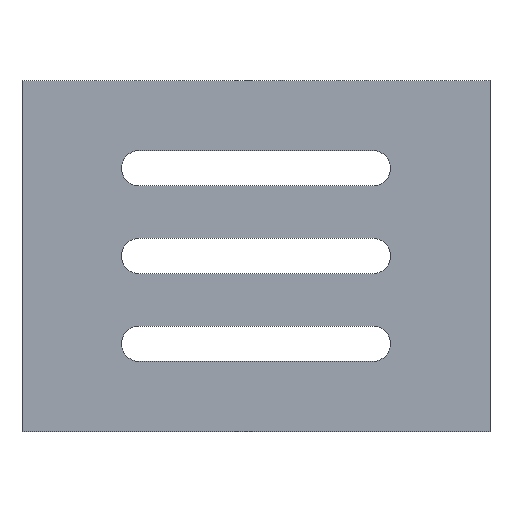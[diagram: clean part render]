
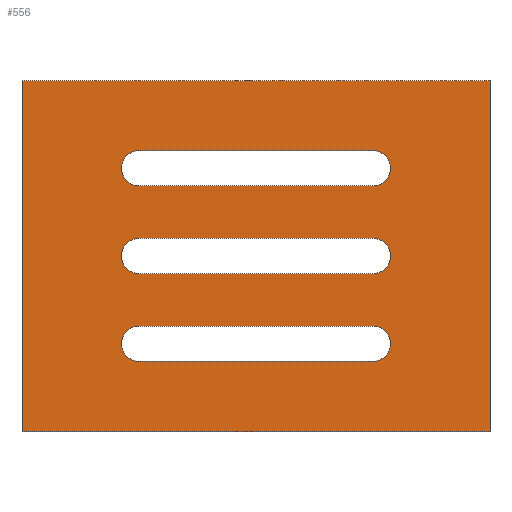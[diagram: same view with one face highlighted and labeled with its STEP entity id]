
A CAD part, left-side view. The second image highlights one B-rep face of the part: STEP entity #556.
In plain terms, the highlighted planar face has unit normal (-1, 0, 0).
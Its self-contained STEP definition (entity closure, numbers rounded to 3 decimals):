
#26=PLANE('',#624);
#42=FACE_BOUND('',#108,.T.);
#43=FACE_BOUND('',#109,.T.);
#44=FACE_BOUND('',#110,.T.);
#68=FACE_OUTER_BOUND('',#107,.T.);
#107=EDGE_LOOP('',(#505,#506,#507,#508));
#108=EDGE_LOOP('',(#509,#510,#511,#512));
#109=EDGE_LOOP('',(#513,#514,#515,#516));
#110=EDGE_LOOP('',(#517,#518,#519,#520));
#128=LINE('',#909,#170);
#132=LINE('',#958,#174);
#134=LINE('',#963,#176);
#139=LINE('',#977,#181);
#142=LINE('',#1025,#184);
#147=LINE('',#1039,#189);
#153=LINE('',#1105,#195);
#157=LINE('',#1113,#199);
#160=LINE('',#1119,#202);
#163=LINE('',#1124,#205);
#170=VECTOR('',#658,10.);
#174=VECTOR('',#670,10.);
#176=VECTOR('',#674,10.);
#181=VECTOR('',#687,10.);
#184=VECTOR('',#698,10.);
#189=VECTOR('',#711,10.);
#195=VECTOR('',#743,10.);
#199=VECTOR('',#749,10.);
#202=VECTOR('',#754,10.);
#205=VECTOR('',#759,10.);
#213=CIRCLE('',#587,3.);
#215=CIRCLE('',#591,3.);
#217=CIRCLE('',#596,3.);
#219=CIRCLE('',#600,3.);
#221=CIRCLE('',#604,3.);
#223=CIRCLE('',#608,3.);
#243=VERTEX_POINT('',#899);
#244=VERTEX_POINT('',#900);
#247=VERTEX_POINT('',#908);
#249=VERTEX_POINT('',#914);
#253=VERTEX_POINT('',#961);
#254=VERTEX_POINT('',#962);
#257=VERTEX_POINT('',#970);
#259=VERTEX_POINT('',#976);
#263=VERTEX_POINT('',#1023);
#264=VERTEX_POINT('',#1024);
#267=VERTEX_POINT('',#1032);
#269=VERTEX_POINT('',#1038);
#279=VERTEX_POINT('',#1103);
#280=VERTEX_POINT('',#1104);
#283=VERTEX_POINT('',#1112);
#285=VERTEX_POINT('',#1118);
#302=EDGE_CURVE('',#243,#244,#213,.T.);
#306=EDGE_CURVE('',#244,#247,#128,.T.);
#309=EDGE_CURVE('',#247,#249,#215,.T.);
#314=EDGE_CURVE('',#249,#243,#132,.T.);
#316=EDGE_CURVE('',#253,#254,#134,.T.);
#320=EDGE_CURVE('',#254,#257,#217,.T.);
#323=EDGE_CURVE('',#257,#259,#139,.T.);
#326=EDGE_CURVE('',#259,#253,#219,.T.);
#330=EDGE_CURVE('',#263,#264,#142,.T.);
#334=EDGE_CURVE('',#264,#267,#221,.T.);
#337=EDGE_CURVE('',#267,#269,#147,.T.);
#340=EDGE_CURVE('',#269,#263,#223,.T.);
#353=EDGE_CURVE('',#279,#280,#153,.T.);
#357=EDGE_CURVE('',#283,#279,#157,.T.);
#360=EDGE_CURVE('',#285,#283,#160,.T.);
#363=EDGE_CURVE('',#280,#285,#163,.T.);
#505=ORIENTED_EDGE('',*,*,#363,.F.);
#506=ORIENTED_EDGE('',*,*,#353,.F.);
#507=ORIENTED_EDGE('',*,*,#357,.F.);
#508=ORIENTED_EDGE('',*,*,#360,.F.);
#509=ORIENTED_EDGE('',*,*,#309,.T.);
#510=ORIENTED_EDGE('',*,*,#314,.T.);
#511=ORIENTED_EDGE('',*,*,#302,.T.);
#512=ORIENTED_EDGE('',*,*,#306,.T.);
#513=ORIENTED_EDGE('',*,*,#323,.T.);
#514=ORIENTED_EDGE('',*,*,#326,.T.);
#515=ORIENTED_EDGE('',*,*,#316,.T.);
#516=ORIENTED_EDGE('',*,*,#320,.T.);
#517=ORIENTED_EDGE('',*,*,#337,.T.);
#518=ORIENTED_EDGE('',*,*,#340,.T.);
#519=ORIENTED_EDGE('',*,*,#330,.T.);
#520=ORIENTED_EDGE('',*,*,#334,.T.);
#556=ADVANCED_FACE('',(#68,#42,#43,#44),#26,.F.);
#587=AXIS2_PLACEMENT_3D('',#901,#650,#651);
#591=AXIS2_PLACEMENT_3D('',#915,#663,#664);
#596=AXIS2_PLACEMENT_3D('',#971,#680,#681);
#600=AXIS2_PLACEMENT_3D('',#982,#692,#693);
#604=AXIS2_PLACEMENT_3D('',#1033,#704,#705);
#608=AXIS2_PLACEMENT_3D('',#1044,#716,#717);
#624=AXIS2_PLACEMENT_3D('',#1127,#763,#764);
#650=DIRECTION('center_axis',(1.,0.,0.));
#651=DIRECTION('ref_axis',(0.,0.,-1.));
#658=DIRECTION('',(0.,-1.,0.));
#663=DIRECTION('center_axis',(1.,0.,0.));
#664=DIRECTION('ref_axis',(0.,0.,1.));
#670=DIRECTION('',(0.,1.,0.));
#674=DIRECTION('',(0.,1.,0.));
#680=DIRECTION('center_axis',(1.,0.,0.));
#681=DIRECTION('ref_axis',(0.,0.,-1.));
#687=DIRECTION('',(0.,-1.,0.));
#692=DIRECTION('center_axis',(1.,0.,0.));
#693=DIRECTION('ref_axis',(0.,0.,1.));
#698=DIRECTION('',(0.,1.,0.));
#704=DIRECTION('center_axis',(1.,0.,0.));
#705=DIRECTION('ref_axis',(0.,0.,-1.));
#711=DIRECTION('',(0.,-1.,0.));
#716=DIRECTION('center_axis',(1.,0.,0.));
#717=DIRECTION('ref_axis',(0.,0.,1.));
#743=DIRECTION('',(0.,0.,-1.));
#749=DIRECTION('',(0.,-1.,0.));
#754=DIRECTION('',(0.,0.,1.));
#759=DIRECTION('',(0.,1.,0.));
#763=DIRECTION('center_axis',(1.,0.,0.));
#764=DIRECTION('ref_axis',(0.,0.,-1.));
#899=CARTESIAN_POINT('',(0.,60.,-48.));
#900=CARTESIAN_POINT('',(0.,60.,-42.));
#901=CARTESIAN_POINT('Origin',(0.,60.,-45.));
#908=CARTESIAN_POINT('',(0.,20.,-42.));
#909=CARTESIAN_POINT('',(0.,30.,-42.));
#914=CARTESIAN_POINT('',(0.,20.,-48.));
#915=CARTESIAN_POINT('Origin',(0.,20.,-45.));
#958=CARTESIAN_POINT('',(0.,50.,-48.));
#961=CARTESIAN_POINT('',(0.,20.,-18.));
#962=CARTESIAN_POINT('',(0.,60.,-18.));
#963=CARTESIAN_POINT('',(0.,50.,-18.));
#970=CARTESIAN_POINT('',(0.,60.,-12.));
#971=CARTESIAN_POINT('Origin',(0.,60.,-15.));
#976=CARTESIAN_POINT('',(0.,20.,-12.));
#977=CARTESIAN_POINT('',(0.,30.,-12.));
#982=CARTESIAN_POINT('Origin',(0.,20.,-15.));
#1023=CARTESIAN_POINT('',(0.,20.,-33.));
#1024=CARTESIAN_POINT('',(0.,60.,-33.));
#1025=CARTESIAN_POINT('',(0.,50.,-33.));
#1032=CARTESIAN_POINT('',(0.,60.,-27.));
#1033=CARTESIAN_POINT('Origin',(0.,60.,-30.));
#1038=CARTESIAN_POINT('',(0.,20.,-27.));
#1039=CARTESIAN_POINT('',(0.,30.,-27.));
#1044=CARTESIAN_POINT('Origin',(0.,20.,-30.));
#1103=CARTESIAN_POINT('',(0.,0.,0.));
#1104=CARTESIAN_POINT('',(0.,0.,-60.));
#1105=CARTESIAN_POINT('',(0.,0.,0.));
#1112=CARTESIAN_POINT('',(0.,80.,0.));
#1113=CARTESIAN_POINT('',(0.,80.,0.));
#1118=CARTESIAN_POINT('',(0.,80.,-60.));
#1119=CARTESIAN_POINT('',(0.,80.,-60.));
#1124=CARTESIAN_POINT('',(0.,0.,-60.));
#1127=CARTESIAN_POINT('Origin',(0.,40.,-30.));
